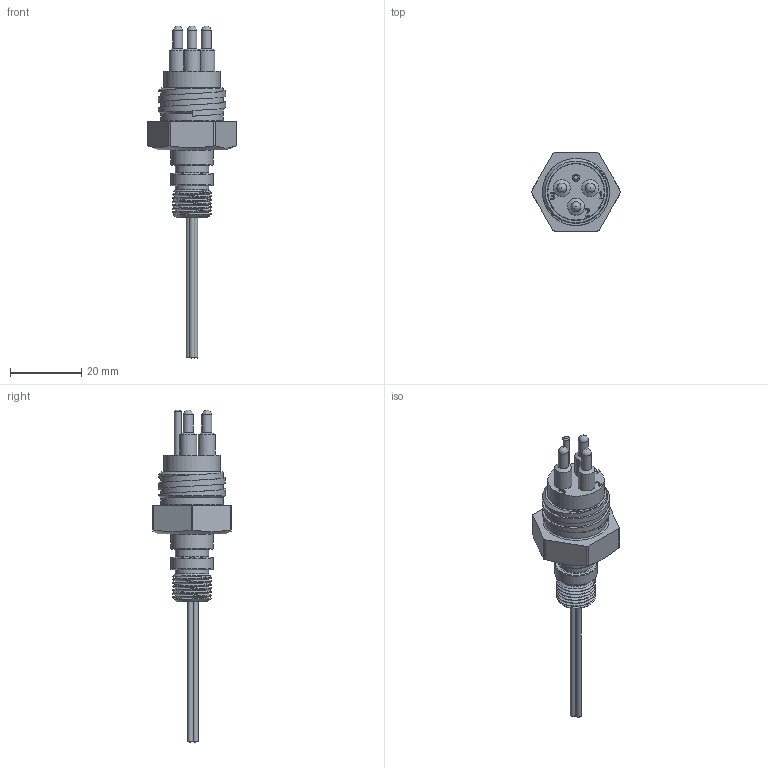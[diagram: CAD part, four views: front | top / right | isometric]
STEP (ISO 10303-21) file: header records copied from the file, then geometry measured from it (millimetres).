
FILE_DESCRIPTION(/* description */ (''),/* implementation_level */ '2;1');
FILE_NAME(/* name */ 'MCBH3M 2 O-ring 22mm Hex.stp',/* time_stamp */ '2014-11-26T14:47:28+01:00',/* author */ ('sh'),/* organization */ (''),/* preprocessor_version */ 'ST-DEVELOPER v15.2',/* originating_system */ 'Autodesk Inventor 2014',/* authorisation */ '');
FILE_SCHEMA (('AUTOMOTIVE_DESIGN { 1 0 10303 214 3 1 1 }'));
Length unit declared in the file: millimetre
Products named in the file (1): MCBH3M 2 O-ring 22mm Hex
Bounding box: 25.24 x 22 x 93.52 mm (x, y, z)
Volume: 8869 mm3; surface area: 7110.9 mm2
Topology: 9 solids, 9 shells, 170 faces, 431 edges, 291 vertices
Faces by surface type: plane 66, bspline 38, cylinder 37, cone 16, torus 13
Full cylindrical faces by diameter (mm): 1.524 x3, 1.981 x1, 2.032 x3, 2.779 x3, 4.775 x1, 4.801 x2, 5.537 x1, 7.264 x1, 9.322 x1, 9.398 x1, 11.918 x2, 13.5 x1, 15.875 x1, 15.9 x1, 16.129 x1, 17.704 x1, 17.971 x1
Entity records: 6908 total; most frequent: CARTESIAN_POINT 3228, ORIENTED_EDGE 708, DIRECTION 592, EDGE_CURVE 354, VERTEX_POINT 266, EDGE_LOOP 236, AXIS2_PLACEMENT_3D 229, STYLED_ITEM 170
